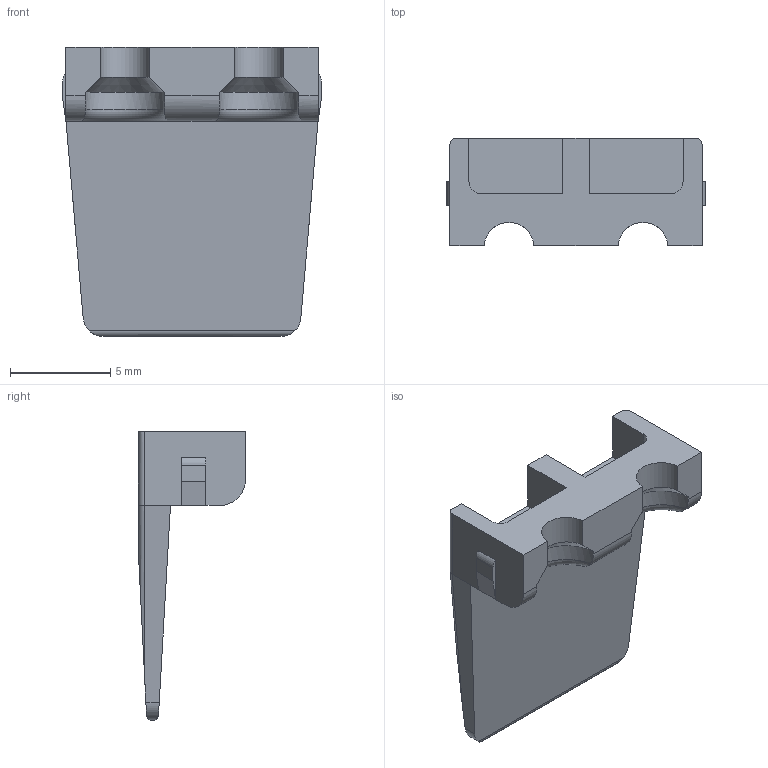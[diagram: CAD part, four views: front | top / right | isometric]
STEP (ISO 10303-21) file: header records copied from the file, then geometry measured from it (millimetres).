
FILE_DESCRIPTION((''),'2;1');
FILE_NAME('AWP-2P','2014-11-03T',('Orion.Li'),(''),'PRO/ENGINEER BY PARAMETRIC TECHNOLOGY CORPORATION, 2013230','PRO/ENGINEER BY PARAMETRIC TECHNOLOGY CORPORATION, 2013230','');
FILE_SCHEMA(('CONFIG_CONTROL_DESIGN'));
Length unit declared in the file: millimetre
Products named in the file (1): AWP-2P
Bounding box: 12.95 x 5.35 x 14.45 mm (x, y, z)
Volume: 296.7 mm3; surface area: 543.2 mm2
Topology: 1 solids, 1 shells, 50 faces, 138 edges, 90 vertices
Faces by surface type: plane 28, cylinder 18, cone 2, torus 2
Entity records: 1777 total; most frequent: CARTESIAN_POINT 489, ORIENTED_EDGE 276, DIRECTION 236, EDGE_CURVE 138, VECTOR 92, LINE 92, VERTEX_POINT 90, AXIS2_PLACEMENT_3D 72
